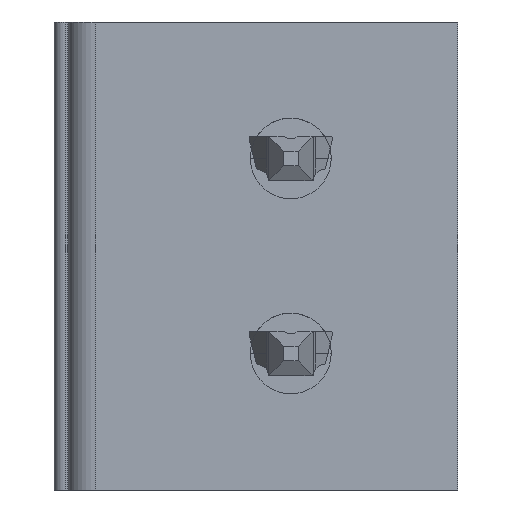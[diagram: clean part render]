
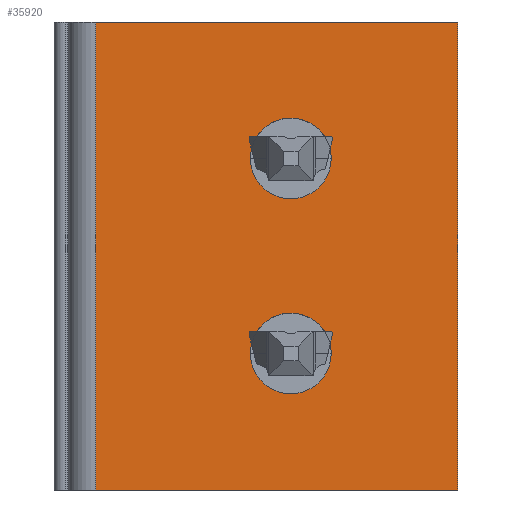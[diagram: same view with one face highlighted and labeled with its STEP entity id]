
A CAD part, front view. The second image highlights one B-rep face of the part: STEP entity #35920.
In plain terms, the highlighted face is planar.
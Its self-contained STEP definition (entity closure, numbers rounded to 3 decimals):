
#200=CARTESIAN_POINT('',(0.,0.,
   2.45));
#210=VERTEX_POINT('',#200);
#240=CARTESIAN_POINT('',(0.,0.,
   2.45));
#250=DIRECTION('',(0.,-1.,
   0.));
#260=VECTOR('',#250,1.);
#270=LINE('',#240,#260);
#280=CARTESIAN_POINT('',(0.,6.5,
   2.45));
#290=VERTEX_POINT('',#280);
#300=EDGE_CURVE('',#290,#210,#270,.T.);
#35320=CARTESIAN_POINT('',(0.,4.625
   ,0.));
#35330=DIRECTION('',(-1.,0.,
   0.));
#35340=DIRECTION('',(0.,1.,
   0.));
#35350=AXIS2_PLACEMENT_3D('',#35320,#35330,#35340);
#35360=PLANE('',#35350);
#35370=CARTESIAN_POINT('',(0.,3.
   ,0.));
#35380=DIRECTION('',(1.,0.,
   0.));
#35390=DIRECTION('',(0.,1.,
   0.));
#35400=AXIS2_PLACEMENT_3D('',#35370,#35380,#35390);
#35410=CIRCLE('',#35400,0.725);
#35420=CARTESIAN_POINT('',(0.,2.275
   ,0.));
#35430=VERTEX_POINT('',#35420);
#35440=CARTESIAN_POINT('',(0.,
   3.725,0.));
#35450=VERTEX_POINT('',#35440);
#35460=EDGE_CURVE('',#35430,#35450,#35410,.T.);
#35470=ORIENTED_EDGE('',*,*,#35460,.T.);
#35480=EDGE_CURVE('',#35450,#35430,#35410,.T.);
#35490=ORIENTED_EDGE('',*,*,#35480,.T.);
#35500=EDGE_LOOP('',(#35490,#35470));
#35510=FACE_BOUND('',#35500,.T.);
#35520=ORIENTED_EDGE('',*,*,#300,.F.);
#35530=CARTESIAN_POINT('',(0.,
   0.,0.));
#35540=DIRECTION('',(0.,0.,
   -1.));
#35550=VECTOR('',#35540,1.);
#35560=LINE('',#35530,#35550);
#35570=CARTESIAN_POINT('',(0.,
   0.,-5.95));
#35580=VERTEX_POINT('',#35570);
#35590=EDGE_CURVE('',#210,#35580,#35560,.T.);
#35600=ORIENTED_EDGE('',*,*,#35590,.F.);
#35610=CARTESIAN_POINT('',(0.,0.
   ,-5.95));
#35620=DIRECTION('',(0.,-1.,
   0.));
#35630=VECTOR('',#35620,1.);
#35640=LINE('',#35610,#35630);
#35650=CARTESIAN_POINT('',(0.,6.5
   ,-5.95));
#35660=VERTEX_POINT('',#35650);
#35670=EDGE_CURVE('',#35660,#35580,#35640,.T.);
#35680=ORIENTED_EDGE('',*,*,#35670,.T.);
#35690=CARTESIAN_POINT('',(0.,6.5
   ,0.));
#35700=DIRECTION('',(0.,0.,
   1.));
#35710=VECTOR('',#35700,1.);
#35720=LINE('',#35690,#35710);
#35730=EDGE_CURVE('',#35660,#290,#35720,.T.);
#35740=ORIENTED_EDGE('',*,*,#35730,.F.);
#35750=EDGE_LOOP('',(#35740,#35680,#35600,#35520));
#35760=FACE_OUTER_BOUND('',#35750,.T.);
#35770=CARTESIAN_POINT('',(0.,3.
   ,-3.5));
#35780=DIRECTION('',(1.,0.,
   0.));
#35790=DIRECTION('',(0.,1.,
   0.));
#35800=AXIS2_PLACEMENT_3D('',#35770,#35780,#35790);
#35810=CIRCLE('',#35800,0.725);
#35820=CARTESIAN_POINT('',(0.,2.275
   ,-3.5));
#35830=VERTEX_POINT('',#35820);
#35840=CARTESIAN_POINT('',(0.,
   3.725,-3.5));
#35850=VERTEX_POINT('',#35840);
#35860=EDGE_CURVE('',#35830,#35850,#35810,.T.);
#35870=ORIENTED_EDGE('',*,*,#35860,.T.);
#35880=EDGE_CURVE('',#35850,#35830,#35810,.T.);
#35890=ORIENTED_EDGE('',*,*,#35880,.T.);
#35900=EDGE_LOOP('',(#35890,#35870));
#35910=FACE_BOUND('',#35900,.T.);
#35920=ADVANCED_FACE('',(#35510,#35760,#35910),#35360,.T.);
